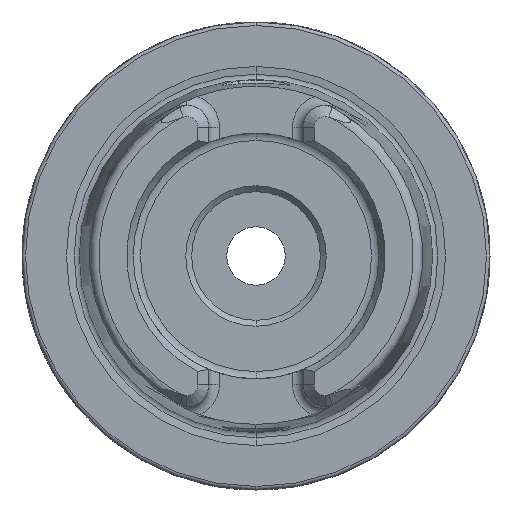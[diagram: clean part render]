
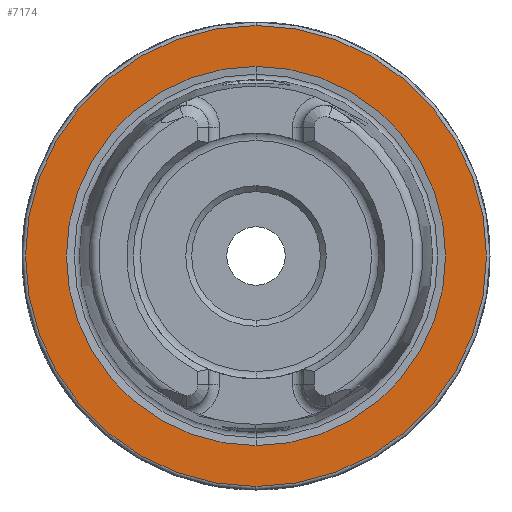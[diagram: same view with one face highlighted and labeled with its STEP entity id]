
A CAD part, left-side view. The second image highlights one B-rep face of the part: STEP entity #7174.
In plain terms, the highlighted planar face has unit normal (-1, 0, 0).
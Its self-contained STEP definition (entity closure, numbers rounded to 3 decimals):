
#59 = ORIENTED_EDGE ( 'NONE', *, *, #6598, .T. ) ;
#224 = ORIENTED_EDGE ( 'NONE', *, *, #6614, .F. ) ;
#320 = ORIENTED_EDGE ( 'NONE', *, *, #681, .F. ) ;
#496 = ORIENTED_EDGE ( 'NONE', *, *, #731, .T. ) ;
#654 = AXIS2_PLACEMENT_3D ( 'NONE', #9363, #9365, #9366 ) ;
#665 = AXIS2_PLACEMENT_3D ( 'NONE', #4043, #4045, #4048 ) ;
#681 = EDGE_CURVE ( 'NONE', #4681, #4636, #7637, .T. ) ;
#731 = EDGE_CURVE ( 'NONE', #1488, #4751, #7712, .T. ) ;
#1261 = CARTESIAN_POINT ( 'NONE',  ( 0., 0., 0. ) ) ;
#1262 = DIRECTION ( 'NONE',  ( -1., 0., 0. ) ) ;
#1263 = DIRECTION ( 'NONE',  ( 0., 0., 1. ) ) ;
#1385 = EDGE_LOOP ( 'NONE', ( #59, #496 ) ) ;
#1488 = VERTEX_POINT ( 'NONE', #7289 ) ;
#1886 = EDGE_LOOP ( 'NONE', ( #320, #224 ) ) ;
#2372 = DIRECTION ( 'NONE',  ( 1., 0., 0. ) ) ;
#2382 = CARTESIAN_POINT ( 'NONE',  ( 0., 19.7, 0. ) ) ;
#2384 = PLANE ( 'NONE',  #4465 ) ;
#2386 = DIRECTION ( 'NONE',  ( 0., 0., -1. ) ) ;
#4043 = CARTESIAN_POINT ( 'NONE',  ( 0., 0., 0. ) ) ;
#4045 = DIRECTION ( 'NONE',  ( -1., 0., 0. ) ) ;
#4048 = DIRECTION ( 'NONE',  ( 0., 0., 1. ) ) ;
#4465 = AXIS2_PLACEMENT_3D ( 'NONE', #2382, #2372, #2386 ) ;
#4636 = VERTEX_POINT ( 'NONE', #9471 ) ;
#4681 = VERTEX_POINT ( 'NONE', #9493 ) ;
#4751 = VERTEX_POINT ( 'NONE', #9160 ) ;
#5932 = CIRCLE ( 'NONE', #665, 16.207 ) ;
#5990 = CIRCLE ( 'NONE', #654, 19.7 ) ;
#6054 = CARTESIAN_POINT ( 'NONE',  ( 0., 0., 0. ) ) ;
#6060 = DIRECTION ( 'NONE',  ( 0., 0., 1. ) ) ;
#6075 = DIRECTION ( 'NONE',  ( -1., 0., 0. ) ) ;
#6370 = FACE_OUTER_BOUND ( 'NONE', #1385, .T. ) ;
#6373 = FACE_BOUND ( 'NONE', #1886, .T. ) ;
#6598 = EDGE_CURVE ( 'NONE', #4751, #1488, #5990, .T. ) ;
#6614 = EDGE_CURVE ( 'NONE', #4636, #4681, #5932, .T. ) ;
#7174 = ADVANCED_FACE ( 'NONE', ( #6373, #6370 ), #2384, .F. ) ;
#7289 = CARTESIAN_POINT ( 'NONE',  ( 0., 0., -19.7 ) ) ;
#7637 = CIRCLE ( 'NONE', #9709, 16.207 ) ;
#7712 = CIRCLE ( 'NONE', #9725, 19.7 ) ;
#9160 = CARTESIAN_POINT ( 'NONE',  ( 0., 0., 19.7 ) ) ;
#9363 = CARTESIAN_POINT ( 'NONE',  ( 0., 0., 0. ) ) ;
#9365 = DIRECTION ( 'NONE',  ( -1., 0., 0. ) ) ;
#9366 = DIRECTION ( 'NONE',  ( 0., 0., 1. ) ) ;
#9471 = CARTESIAN_POINT ( 'NONE',  ( 0., 0., -16.207 ) ) ;
#9493 = CARTESIAN_POINT ( 'NONE',  ( 0., 0., 16.207 ) ) ;
#9709 = AXIS2_PLACEMENT_3D ( 'NONE', #6054, #6075, #6060 ) ;
#9725 = AXIS2_PLACEMENT_3D ( 'NONE', #1261, #1262, #1263 ) ;
